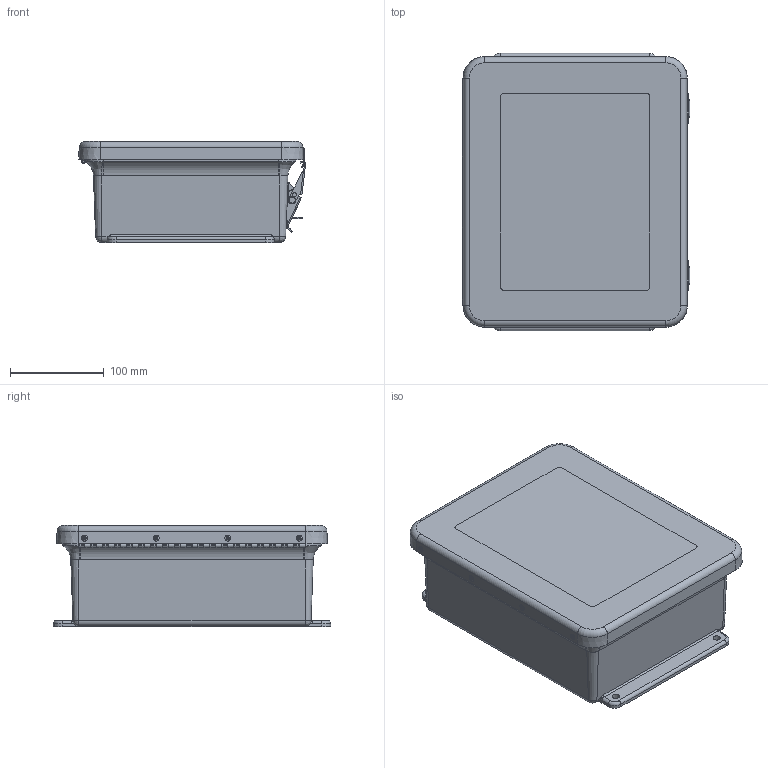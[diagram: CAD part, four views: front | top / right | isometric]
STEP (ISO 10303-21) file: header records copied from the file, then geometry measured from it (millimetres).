
FILE_DESCRIPTION(/* description */ (''),/* implementation_level */ '2;1');
FILE_NAME(/* name */ 'HW-J100804CHQRW.stp',/* time_stamp */ '2014-03-13T09:26:20-05:00',/* author */ ('pmescher'),/* organization */ (''),/* preprocessor_version */ 'ST-DEVELOPER v15.2',/* originating_system */ 'Autodesk Inventor 2014',/* authorisation */ '');
FILE_SCHEMA (('AUTOMOTIVE_DESIGN { 1 0 10303 214 3 1 1 }'));
Length unit declared in the file: inch
Products named in the file (25): J1008HL_4; RMINS45821P_69; RMINS45821P_70; RMINS45821P_71; RMINS45821P_72; J1008BHL; JW1008HLCVR; GASKET_1008; WINDOW_1008; WP1008HLU; RMHINGCOV9.5; RMHINGBOX9.5; RMHINGPIN9.5; RMHING9.5(J); RMRIV43; Anchor Plate; Locking Layer; Hook blade; Hinge Pin_Lower; Hinge Pin_Upper; RMRIV44; RMLATPLSSL; RMKEEPSSL; JW1008HPL_STP
Bounding box: 242.12 x 295.27 x 107.55 mm (x, y, z)
Volume: 1111840.8 mm3; surface area: 560061 mm2
Topology: 39 solids, 39 shells, 966 faces, 2445 edges, 1593 vertices
Faces by surface type: plane 414, cylinder 405, torus 68, bspline 40, cone 39
Full cylindrical faces by diameter (mm): 2.159 x39, 2.64 x8, 3.048 x2, 3.175 x16, 3.302 x4, 3.327 x8, 3.429 x18, 3.556 x20, 3.861 x5, 3.962 x7, 4.306 x4, 5.537 x4, 6.35 x8, 6.858 x4, 7.62 x4, 9.525 x2
Entity records: 23358 total; most frequent: CARTESIAN_POINT 5392, DIRECTION 3827, ORIENTED_EDGE 3356, EDGE_CURVE 1678, AXIS2_PLACEMENT_3D 1462, VERTEX_POINT 1151, EDGE_LOOP 1011, LINE 903
